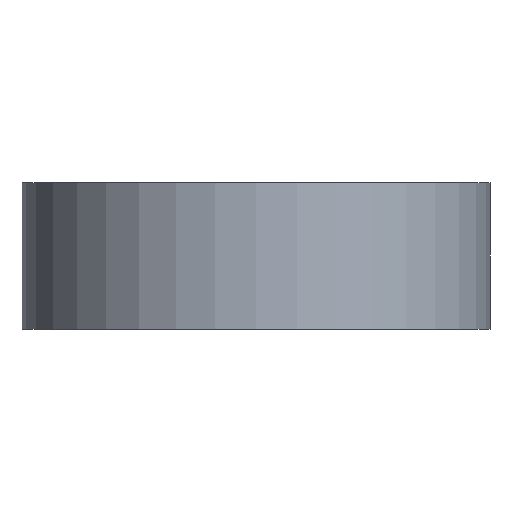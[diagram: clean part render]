
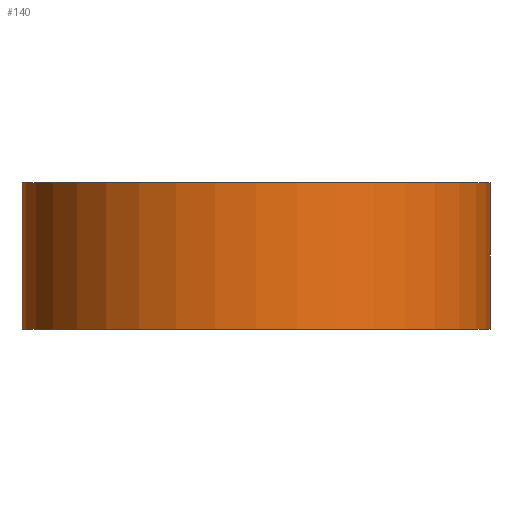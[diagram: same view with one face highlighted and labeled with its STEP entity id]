
A CAD part, front view. The second image highlights one B-rep face of the part: STEP entity #140.
In plain terms, the highlighted cylindrical face has radius 8 mm (diameter 16 mm), a partial arc.
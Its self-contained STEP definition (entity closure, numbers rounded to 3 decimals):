
#4 = VECTOR ( 'NONE', #383, 1000. ) ;
#25 = CARTESIAN_POINT ( 'NONE',  ( -8., 0., 5. ) ) ;
#32 = EDGE_LOOP ( 'NONE', ( #233, #452, #360, #266 ) ) ;
#38 = CYLINDRICAL_SURFACE ( 'NONE', #443, 8. ) ;
#48 = EDGE_CURVE ( 'NONE', #94, #384, #494, .T. ) ;
#86 = EDGE_CURVE ( 'NONE', #641, #384, #451, .T. ) ;
#87 = DIRECTION ( 'NONE',  ( 0., 0., -1. ) ) ;
#90 = DIRECTION ( 'NONE',  ( 1., 0., 0. ) ) ;
#94 = VERTEX_POINT ( 'NONE', #205 ) ;
#118 = VERTEX_POINT ( 'NONE', #683 ) ;
#129 = CARTESIAN_POINT ( 'NONE',  ( 8., 0., 0. ) ) ;
#136 = EDGE_CURVE ( 'NONE', #118, #94, #152, .T. ) ;
#140 = ADVANCED_FACE ( 'NONE', ( #457 ), #38, .T. ) ;
#144 = CARTESIAN_POINT ( 'NONE',  ( 0., 0., 5. ) ) ;
#147 = EDGE_CURVE ( 'NONE', #118, #641, #749, .T. ) ;
#152 = LINE ( 'NONE', #25, #4 ) ;
#180 = DIRECTION ( 'NONE',  ( 0., 0., 1. ) ) ;
#205 = CARTESIAN_POINT ( 'NONE',  ( -8., 0., 0. ) ) ;
#213 = AXIS2_PLACEMENT_3D ( 'NONE', #483, #180, #243 ) ;
#233 = ORIENTED_EDGE ( 'NONE', *, *, #86, .F. ) ;
#243 = DIRECTION ( 'NONE',  ( 1., 0., 0. ) ) ;
#257 = CARTESIAN_POINT ( 'NONE',  ( 0., 0., 5. ) ) ;
#266 = ORIENTED_EDGE ( 'NONE', *, *, #48, .T. ) ;
#360 = ORIENTED_EDGE ( 'NONE', *, *, #136, .T. ) ;
#383 = DIRECTION ( 'NONE',  ( 0., 0., -1. ) ) ;
#384 = VERTEX_POINT ( 'NONE', #129 ) ;
#439 = CARTESIAN_POINT ( 'NONE',  ( 8., 0., 5. ) ) ;
#443 = AXIS2_PLACEMENT_3D ( 'NONE', #144, #87, #752 ) ;
#451 = LINE ( 'NONE', #691, #522 ) ;
#452 = ORIENTED_EDGE ( 'NONE', *, *, #147, .F. ) ;
#457 = FACE_OUTER_BOUND ( 'NONE', #32, .T. ) ;
#483 = CARTESIAN_POINT ( 'NONE',  ( 0., 0., 0. ) ) ;
#494 = CIRCLE ( 'NONE', #213, 8. ) ;
#522 = VECTOR ( 'NONE', #575, 1000. ) ;
#575 = DIRECTION ( 'NONE',  ( 0., 0., -1. ) ) ;
#587 = AXIS2_PLACEMENT_3D ( 'NONE', #257, #743, #90 ) ;
#641 = VERTEX_POINT ( 'NONE', #439 ) ;
#683 = CARTESIAN_POINT ( 'NONE',  ( -8., 0., 5. ) ) ;
#691 = CARTESIAN_POINT ( 'NONE',  ( 8., 0., 5. ) ) ;
#743 = DIRECTION ( 'NONE',  ( 0., 0., 1. ) ) ;
#749 = CIRCLE ( 'NONE', #587, 8. ) ;
#752 = DIRECTION ( 'NONE',  ( -1., 0., 0. ) ) ;
